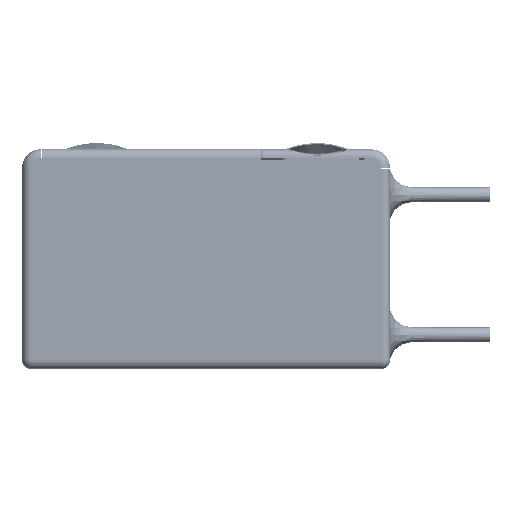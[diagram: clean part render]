
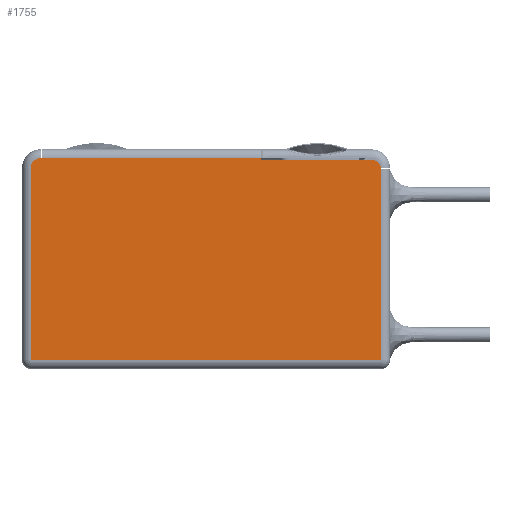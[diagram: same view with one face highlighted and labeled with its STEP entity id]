
A CAD part, left-side view. The second image highlights one B-rep face of the part: STEP entity #1755.
In plain terms, the highlighted planar face has unit normal (-1, 0, 0).
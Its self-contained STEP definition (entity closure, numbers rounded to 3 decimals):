
#1755 = ADVANCED_FACE ( 'NONE', ( #101291 ), #108887, .F. ) ;
#3409 = VECTOR ( 'NONE', #111328, 1000. ) ;
#4442 = CARTESIAN_POINT ( 'NONE',  ( -800., 718., -186.5 ) ) ;
#6983 = LINE ( 'NONE', #79526, #85148 ) ;
#8029 = CARTESIAN_POINT ( 'NONE',  ( -800., 718., 207.5 ) ) ;
#8714 = ORIENTED_EDGE ( 'NONE', *, *, #108788, .F. ) ;
#10631 = EDGE_LOOP ( 'NONE', ( #104668, #114458, #75032, #18878, #8714, #114107, #51416, #60465 ) ) ;
#16035 = CARTESIAN_POINT ( 'NONE',  ( -800., 246., 224.5 ) ) ;
#18878 = ORIENTED_EDGE ( 'NONE', *, *, #43250, .T. ) ;
#19045 = LINE ( 'NONE', #26598, #68841 ) ;
#20868 = AXIS2_PLACEMENT_3D ( 'NONE', #47078, #98748, #74355 ) ;
#21187 = DIRECTION ( 'NONE',  ( 0., 0., -1. ) ) ;
#23036 = VERTEX_POINT ( 'NONE', #109205 ) ;
#24308 = EDGE_CURVE ( 'NONE', #56994, #23036, #44236, .T. ) ;
#26598 = CARTESIAN_POINT ( 'NONE',  ( -800., 0., -204.5 ) ) ;
#27900 = DIRECTION ( 'NONE',  ( 0., 0., 1. ) ) ;
#35550 = CARTESIAN_POINT ( 'NONE',  ( -800., 0., 227.5 ) ) ;
#40497 = CARTESIAN_POINT ( 'NONE',  ( -800., 246., 224.5 ) ) ;
#41270 = AXIS2_PLACEMENT_3D ( 'NONE', #83304, #72909, #21187 ) ;
#43250 = EDGE_CURVE ( 'NONE', #78570, #48310, #67950, .T. ) ;
#43872 = VECTOR ( 'NONE', #27900, 1000. ) ;
#44236 = LINE ( 'NONE', #35550, #77631 ) ;
#47078 = CARTESIAN_POINT ( 'NONE',  ( -800., 20., 204.5 ) ) ;
#48310 = VERTEX_POINT ( 'NONE', #113022 ) ;
#50915 = VERTEX_POINT ( 'NONE', #16035 ) ;
#51416 = ORIENTED_EDGE ( 'NONE', *, *, #67845, .F. ) ;
#52335 = CIRCLE ( 'NONE', #20868, 20. ) ;
#53138 = VERTEX_POINT ( 'NONE', #8029 ) ;
#53945 = AXIS2_PLACEMENT_3D ( 'NONE', #63440, #62854, #105241 ) ;
#54483 = CARTESIAN_POINT ( 'NONE',  ( -800., 698., 227.5 ) ) ;
#56951 = CARTESIAN_POINT ( 'NONE',  ( -800., 359., -186.5 ) ) ;
#56994 = VERTEX_POINT ( 'NONE', #54483 ) ;
#57527 = VECTOR ( 'NONE', #76080, 1000. ) ;
#60465 = ORIENTED_EDGE ( 'NONE', *, *, #87971, .T. ) ;
#62854 = DIRECTION ( 'NONE',  ( -1., 0., 0. ) ) ;
#63014 = VERTEX_POINT ( 'NONE', #69784 ) ;
#63170 = DIRECTION ( 'NONE',  ( 0., 0., -1. ) ) ;
#63440 = CARTESIAN_POINT ( 'NONE',  ( -800., 698., 207.5 ) ) ;
#67845 = EDGE_CURVE ( 'NONE', #50915, #71624, #6983, .T. ) ;
#67950 = LINE ( 'NONE', #56951, #57527 ) ;
#68841 = VECTOR ( 'NONE', #63170, 1000. ) ;
#68911 = EDGE_CURVE ( 'NONE', #56994, #53138, #72443, .T. ) ;
#69784 = CARTESIAN_POINT ( 'NONE',  ( -800., 0., 204.5 ) ) ;
#71624 = VERTEX_POINT ( 'NONE', #78911 ) ;
#72443 = CIRCLE ( 'NONE', #53945, 20. ) ;
#72909 = DIRECTION ( 'NONE',  ( 1., 0., 0. ) ) ;
#73880 = EDGE_CURVE ( 'NONE', #63014, #71624, #52335, .T. ) ;
#74355 = DIRECTION ( 'NONE',  ( 0., 0., -1. ) ) ;
#75032 = ORIENTED_EDGE ( 'NONE', *, *, #114676, .F. ) ;
#76080 = DIRECTION ( 'NONE',  ( 0., -1., 0. ) ) ;
#76494 = LINE ( 'NONE', #40497, #3409 ) ;
#77631 = VECTOR ( 'NONE', #106357, 1000. ) ;
#78570 = VERTEX_POINT ( 'NONE', #4442 ) ;
#78911 = CARTESIAN_POINT ( 'NONE',  ( -800., 20., 224.5 ) ) ;
#79526 = CARTESIAN_POINT ( 'NONE',  ( -800., 0., 224.5 ) ) ;
#80748 = CARTESIAN_POINT ( 'NONE',  ( -800., 718., -204.5 ) ) ;
#83304 = CARTESIAN_POINT ( 'NONE',  ( -800., 359., 11.5 ) ) ;
#85148 = VECTOR ( 'NONE', #87655, 1000. ) ;
#87655 = DIRECTION ( 'NONE',  ( 0., -1., 0. ) ) ;
#87971 = EDGE_CURVE ( 'NONE', #50915, #23036, #76494, .T. ) ;
#98748 = DIRECTION ( 'NONE',  ( -1., 0., 0. ) ) ;
#101291 = FACE_OUTER_BOUND ( 'NONE', #10631, .T. ) ;
#104668 = ORIENTED_EDGE ( 'NONE', *, *, #24308, .F. ) ;
#105241 = DIRECTION ( 'NONE',  ( 0., 0., -1. ) ) ;
#106357 = DIRECTION ( 'NONE',  ( 0., -1., 0. ) ) ;
#108024 = LINE ( 'NONE', #80748, #43872 ) ;
#108788 = EDGE_CURVE ( 'NONE', #63014, #48310, #19045, .T. ) ;
#108887 = PLANE ( 'NONE',  #41270 ) ;
#109205 = CARTESIAN_POINT ( 'NONE',  ( -800., 246., 227.5 ) ) ;
#111328 = DIRECTION ( 'NONE',  ( 0., 0., 1. ) ) ;
#113022 = CARTESIAN_POINT ( 'NONE',  ( -800., 0., -186.5 ) ) ;
#114107 = ORIENTED_EDGE ( 'NONE', *, *, #73880, .T. ) ;
#114458 = ORIENTED_EDGE ( 'NONE', *, *, #68911, .T. ) ;
#114676 = EDGE_CURVE ( 'NONE', #78570, #53138, #108024, .T. ) ;
